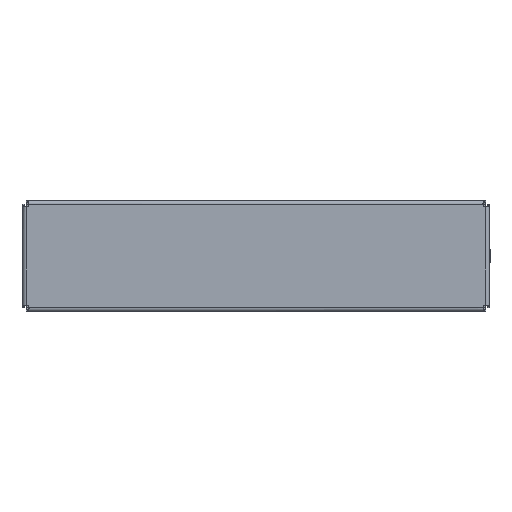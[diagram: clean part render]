
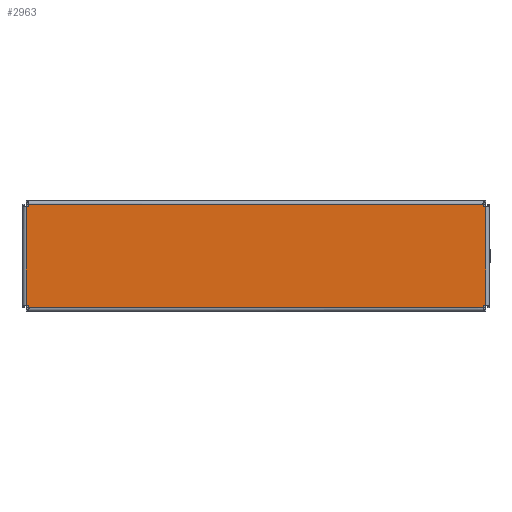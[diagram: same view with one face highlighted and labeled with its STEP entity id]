
A CAD part, top view. The second image highlights one B-rep face of the part: STEP entity #2963.
In plain terms, the highlighted planar face has unit normal (0, 0, 1).
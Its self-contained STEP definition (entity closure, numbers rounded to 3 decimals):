
#32 = CARTESIAN_POINT ( 'NONE',  ( -199., 45., 0. ) ) ;
#35 = VERTEX_POINT ( 'NONE', #783 ) ;
#137 = EDGE_CURVE ( 'NONE', #35, #2708, #3279, .T. ) ;
#240 = VERTEX_POINT ( 'NONE', #933 ) ;
#352 = DIRECTION ( 'NONE',  ( 0., 0., -1. ) ) ;
#372 = DIRECTION ( 'NONE',  ( -1., 0., 0. ) ) ;
#479 = AXIS2_PLACEMENT_3D ( 'NONE', #586, #1761, #565 ) ;
#544 = VECTOR ( 'NONE', #3641, 1000. ) ;
#561 = CARTESIAN_POINT ( 'NONE',  ( 199., -42.5, 0. ) ) ;
#565 = DIRECTION ( 'NONE',  ( -1., 0., 0. ) ) ;
#586 = CARTESIAN_POINT ( 'NONE',  ( -199., 45., 0. ) ) ;
#710 = EDGE_CURVE ( 'NONE', #3377, #721, #2245, .T. ) ;
#721 = VERTEX_POINT ( 'NONE', #1077 ) ;
#754 = ORIENTED_EDGE ( 'NONE', *, *, #3696, .F. ) ;
#783 = CARTESIAN_POINT ( 'NONE',  ( -196.5, -45., 0. ) ) ;
#825 = VERTEX_POINT ( 'NONE', #561 ) ;
#836 = EDGE_LOOP ( 'NONE', ( #2033, #754, #3395, #1307, #2260, #2527, #1725, #1287 ) ) ;
#886 = PLANE ( 'NONE',  #2882 ) ;
#927 = CIRCLE ( 'NONE', #479, 2.5 ) ;
#933 = CARTESIAN_POINT ( 'NONE',  ( -199., 42.5, 0. ) ) ;
#985 = DIRECTION ( 'NONE',  ( 0., 1., 0. ) ) ;
#995 = CIRCLE ( 'NONE', #1857, 2.5 ) ;
#1077 = CARTESIAN_POINT ( 'NONE',  ( -196.5, 45., 0. ) ) ;
#1194 = EDGE_CURVE ( 'NONE', #240, #721, #927, .T. ) ;
#1226 = CARTESIAN_POINT ( 'NONE',  ( 199., -45., 0. ) ) ;
#1228 = CARTESIAN_POINT ( 'NONE',  ( 199., 45., 0. ) ) ;
#1287 = ORIENTED_EDGE ( 'NONE', *, *, #137, .F. ) ;
#1290 = CARTESIAN_POINT ( 'NONE',  ( 199., 42.5, 0. ) ) ;
#1307 = ORIENTED_EDGE ( 'NONE', *, *, #3045, .F. ) ;
#1422 = CARTESIAN_POINT ( 'NONE',  ( -199., -45., 0. ) ) ;
#1461 = AXIS2_PLACEMENT_3D ( 'NONE', #1228, #1778, #2413 ) ;
#1502 = CARTESIAN_POINT ( 'NONE',  ( 0., 0., 0. ) ) ;
#1562 = DIRECTION ( 'NONE',  ( 0., -1., 0. ) ) ;
#1607 = CARTESIAN_POINT ( 'NONE',  ( 199., -45., 0. ) ) ;
#1680 = DIRECTION ( 'NONE',  ( -1., 0., 0. ) ) ;
#1687 = VERTEX_POINT ( 'NONE', #2214 ) ;
#1725 = ORIENTED_EDGE ( 'NONE', *, *, #2971, .T. ) ;
#1751 = DIRECTION ( 'NONE',  ( 1., 0., 0. ) ) ;
#1761 = DIRECTION ( 'NONE',  ( 0., 0., 1. ) ) ;
#1778 = DIRECTION ( 'NONE',  ( 0., 0., 1. ) ) ;
#1857 = AXIS2_PLACEMENT_3D ( 'NONE', #1226, #2699, #2100 ) ;
#1941 = CARTESIAN_POINT ( 'NONE',  ( 196.5, 45., 0. ) ) ;
#2033 = ORIENTED_EDGE ( 'NONE', *, *, #3495, .T. ) ;
#2100 = DIRECTION ( 'NONE',  ( -1., 0., 0. ) ) ;
#2214 = CARTESIAN_POINT ( 'NONE',  ( 196.5, -45., 0. ) ) ;
#2245 = LINE ( 'NONE', #3789, #2291 ) ;
#2260 = ORIENTED_EDGE ( 'NONE', *, *, #710, .T. ) ;
#2291 = VECTOR ( 'NONE', #1680, 1000. ) ;
#2413 = DIRECTION ( 'NONE',  ( 1., 0., 0. ) ) ;
#2527 = ORIENTED_EDGE ( 'NONE', *, *, #1194, .F. ) ;
#2682 = FACE_OUTER_BOUND ( 'NONE', #836, .T. ) ;
#2699 = DIRECTION ( 'NONE',  ( 0., 0., 1. ) ) ;
#2708 = VERTEX_POINT ( 'NONE', #2998 ) ;
#2828 = VECTOR ( 'NONE', #1562, 1000. ) ;
#2882 = AXIS2_PLACEMENT_3D ( 'NONE', #1502, #352, #372 ) ;
#2960 = DIRECTION ( 'NONE',  ( 0., 0., 1. ) ) ;
#2963 = ADVANCED_FACE ( 'NONE', ( #2682 ), #886, .F. ) ;
#2968 = AXIS2_PLACEMENT_3D ( 'NONE', #1422, #2960, #1751 ) ;
#2971 = EDGE_CURVE ( 'NONE', #240, #2708, #3615, .T. ) ;
#2998 = CARTESIAN_POINT ( 'NONE',  ( -199., -42.5, 0. ) ) ;
#3045 = EDGE_CURVE ( 'NONE', #3377, #3099, #3315, .T. ) ;
#3057 = LINE ( 'NONE', #3407, #544 ) ;
#3099 = VERTEX_POINT ( 'NONE', #1290 ) ;
#3279 = CIRCLE ( 'NONE', #2968, 2.5 ) ;
#3315 = CIRCLE ( 'NONE', #1461, 2.5 ) ;
#3327 = LINE ( 'NONE', #1607, #3655 ) ;
#3377 = VERTEX_POINT ( 'NONE', #1941 ) ;
#3395 = ORIENTED_EDGE ( 'NONE', *, *, #3432, .T. ) ;
#3407 = CARTESIAN_POINT ( 'NONE',  ( -202., -45., 0. ) ) ;
#3432 = EDGE_CURVE ( 'NONE', #825, #3099, #3327, .T. ) ;
#3495 = EDGE_CURVE ( 'NONE', #35, #1687, #3057, .T. ) ;
#3615 = LINE ( 'NONE', #32, #2828 ) ;
#3641 = DIRECTION ( 'NONE',  ( 1., 0., 0. ) ) ;
#3655 = VECTOR ( 'NONE', #985, 1000. ) ;
#3696 = EDGE_CURVE ( 'NONE', #825, #1687, #995, .T. ) ;
#3789 = CARTESIAN_POINT ( 'NONE',  ( 202., 45., 0. ) ) ;
